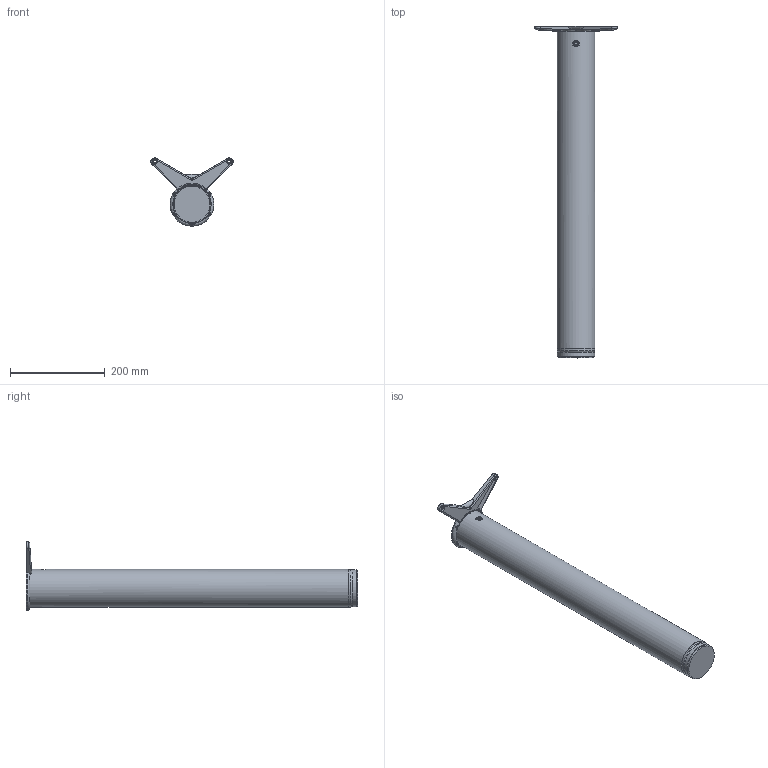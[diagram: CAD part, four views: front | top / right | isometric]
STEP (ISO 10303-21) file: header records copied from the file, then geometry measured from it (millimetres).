
FILE_DESCRIPTION(('STEP AP214'),'2;1');
FILE_NAME('ART-62070_______0.stp','2024-02-26T14:50:04',(''),(''),'2009.3.110','THINKDESIGN','');
FILE_SCHEMA(('AUTOMOTIVE_DESIGN'));
Length unit declared in the file: millimetre
Products named in the file (1): None
Bounding box: 173.51 x 700 x 144.17 mm (x, y, z)
Volume: 3565206.7 mm3; surface area: 203419.1 mm2
Topology: 1 solids, 1 shells, 95 faces, 278 edges, 189 vertices
Faces by surface type: plane 42, cylinder 28, bspline 25
Full cylindrical faces by diameter (mm): 6.4 x7, 76 x1, 79 x2, 80 x1
Entity records: 6113 total; most frequent: CARTESIAN_POINT 2775, ORIENTED_EDGE 554, DIRECTION 477, EDGE_CURVE 277, AXIS2_PLACEMENT_3D 201, VERTEX_POINT 189, CIRCLE 118, EDGE_LOOP 114
